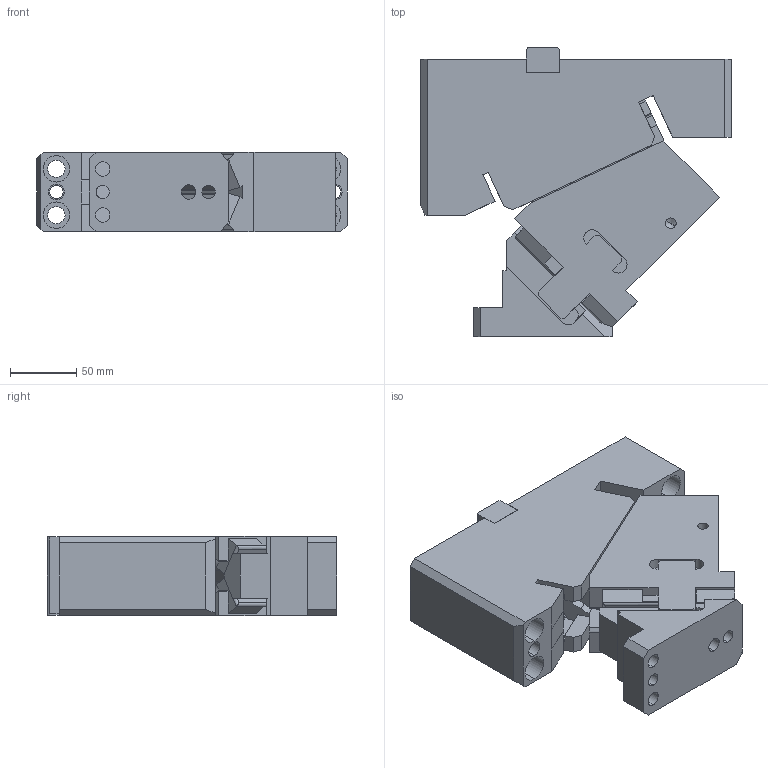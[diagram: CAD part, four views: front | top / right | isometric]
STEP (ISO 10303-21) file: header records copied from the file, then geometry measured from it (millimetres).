
FILE_DESCRIPTION(('CATIA V5 STEP Exchange'),'2;1');
FILE_NAME('CACV_F_60_45.stp','2015-04-24T15:25:39+00:00',('none'),('none'),'CATIA Version 5 Release 19 SP 2 (IN-10)','CATIA V5 STEP AP203','none');
FILE_SCHEMA(('CONFIG_CONTROL_DESIGN'));
Length unit declared in the file: millimetre
Products named in the file (1): CACV_F_60_45
Bounding box: 235 x 219 x 60 mm (x, y, z)
Volume: 1900012.7 mm3; surface area: 238770.2 mm2
Topology: 3 solids, 4 shells, 354 faces, 994 edges, 650 vertices
Faces by surface type: plane 238, cylinder 106, cone 10
Entity records: 11775 total; most frequent: CARTESIAN_POINT 2878, ORIENTED_EDGE 1976, DIRECTION 1549, EDGE_CURVE 988, VECTOR 753, LINE 753, VERTEX_POINT 650, AXIS2_PLACEMENT_3D 469
